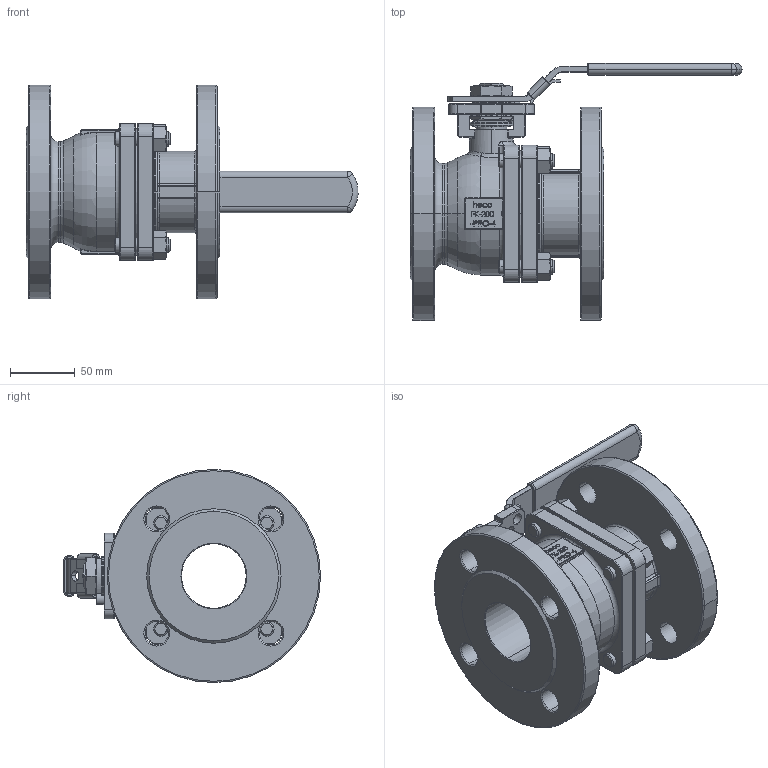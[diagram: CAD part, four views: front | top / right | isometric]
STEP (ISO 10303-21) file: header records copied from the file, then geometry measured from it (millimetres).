
FILE_DESCRIPTION (( 'STEP AP214' ), '1' );
FILE_NAME ('FK-200-PRO-4 Flanschkugelhahn 1710.STEP', '2017-10-16T06:54:34', ( '' ), ( '' ), 'SwSTEP 2.0', 'SolidWorks 2016', '' );
FILE_SCHEMA (( 'AUTOMOTIVE_DESIGN' ));
Length unit declared in the file: millimetre
Products named in the file (1): FK-200-PRO-4 Flanschkugelhahn 1710
Bounding box: 256.87 x 198.84 x 165 mm (x, y, z)
Volume: 1273595.2 mm3; surface area: 208038.1 mm2
Topology: 1 solids, 2 shells, 1308 faces, 3254 edges, 1980 vertices
Faces by surface type: plane 459, cylinder 334, bspline 218, torus 129, cone 124, sphere 44
Entity records: 55148 total; most frequent: CARTESIAN_POINT 21461, ORIENTED_EDGE 6428, DIRECTION 5825, EDGE_CURVE 3214, AXIS2_PLACEMENT_3D 2113, VERTEX_POINT 1978, VECTOR 1599, LINE 1599
